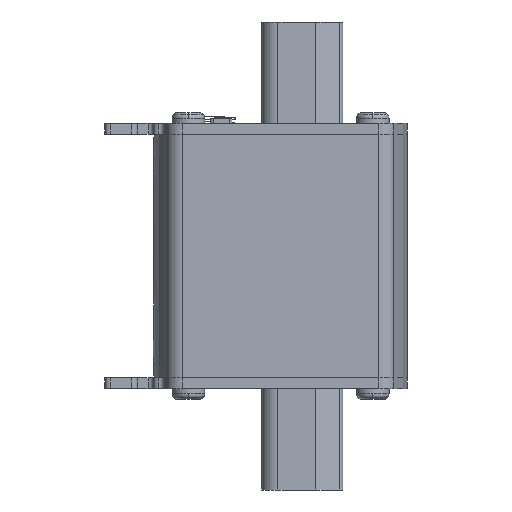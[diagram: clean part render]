
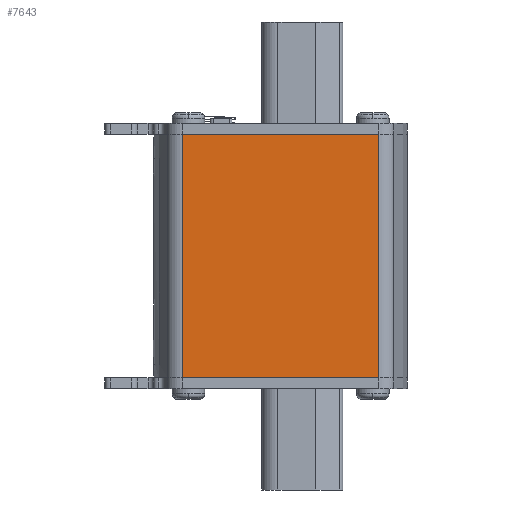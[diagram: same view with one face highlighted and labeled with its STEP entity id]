
A CAD part, left-side view. The second image highlights one B-rep face of the part: STEP entity #7643.
In plain terms, the highlighted planar face has unit normal (-1, 0, 0).
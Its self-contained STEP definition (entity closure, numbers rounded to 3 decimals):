
#7122=DIRECTION('',(0.,0.,1.));
#7123=VECTOR('',#7122,45.);
#7124=CARTESIAN_POINT('',(0.,41.658,-45.));
#7125=LINE('',#7124,#7123);
#7184=DIRECTION('',(0.,-1.,0.));
#7185=VECTOR('',#7184,36.315);
#7186=CARTESIAN_POINT('',(0.,41.658,0.));
#7187=LINE('',#7186,#7185);
#7227=DIRECTION('',(0.,1.,0.));
#7228=VECTOR('',#7227,36.315);
#7229=CARTESIAN_POINT('',(0.,5.342,-45.));
#7230=LINE('',#7229,#7228);
#7281=DIRECTION('',(0.,0.,-1.));
#7282=VECTOR('',#7281,45.);
#7283=CARTESIAN_POINT('',(0.,5.342,0.));
#7284=LINE('',#7283,#7282);
#7473=CARTESIAN_POINT('',(0.,41.658,0.));
#7475=VERTEX_POINT('',#7473);
#7478=CARTESIAN_POINT('',(0.,41.658,-45.));
#7479=VERTEX_POINT('',#7478);
#7490=CARTESIAN_POINT('',(0.,5.342,-45.));
#7491=VERTEX_POINT('',#7490);
#7510=CARTESIAN_POINT('',(0.,5.342,0.));
#7511=VERTEX_POINT('',#7510);
#7631=CARTESIAN_POINT('',(0.,47.,0.));
#7632=DIRECTION('',(-1.,0.,0.));
#7633=DIRECTION('',(0.,0.,1.));
#7634=AXIS2_PLACEMENT_3D('',#7631,#7632,#7633);
#7635=PLANE('',#7634);
#7636=ORIENTED_EDGE('',*,*,#7543,.T.);
#7637=ORIENTED_EDGE('',*,*,#7570,.T.);
#7639=ORIENTED_EDGE('',*,*,#7638,.T.);
#7640=ORIENTED_EDGE('',*,*,#7615,.T.);
#7641=EDGE_LOOP('',(#7636,#7637,#7639,#7640));
#7642=FACE_OUTER_BOUND('',#7641,.F.);
#7543=EDGE_CURVE('',#7479,#7475,#7125,.T.);
#7570=EDGE_CURVE('',#7475,#7511,#7187,.T.);
#7615=EDGE_CURVE('',#7491,#7479,#7230,.T.);
#7638=EDGE_CURVE('',#7511,#7491,#7284,.T.);
#7643=ADVANCED_FACE('',(#7642),#7635,.T.);
